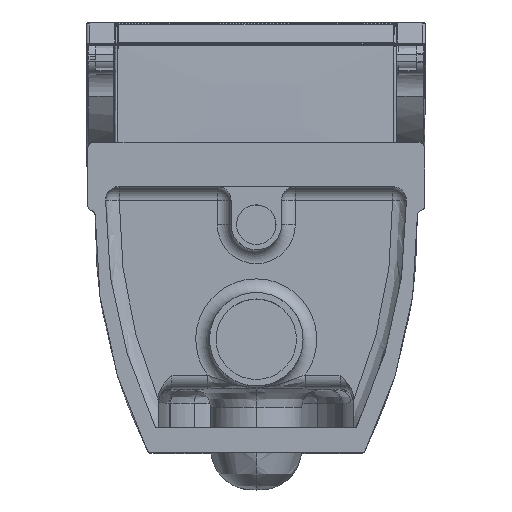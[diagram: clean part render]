
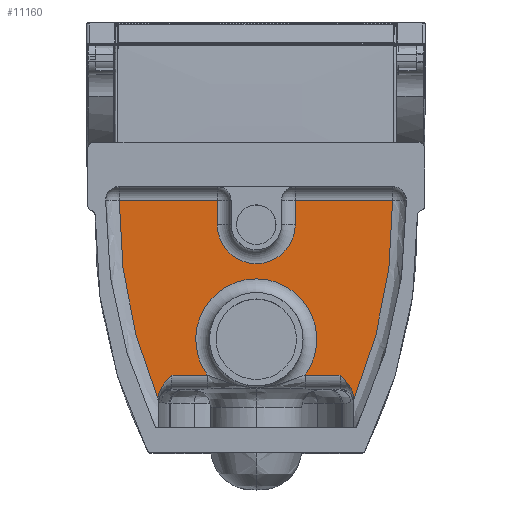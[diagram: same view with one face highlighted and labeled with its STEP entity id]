
A CAD part, left-side view. The second image highlights one B-rep face of the part: STEP entity #11160.
In plain terms, the highlighted planar face has unit normal (-1, -0.001, 0.002).
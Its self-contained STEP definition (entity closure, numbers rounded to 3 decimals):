
#6548=CARTESIAN_POINT('',(100.0,91.898,-219.));
#6549=VERTEX_POINT('',#6548);
#6550=CARTESIAN_POINT('',(100.,106.896,-244.98));
#6551=VERTEX_POINT('',#6550);
#6552=CARTESIAN_POINT('',(100.0,91.898,-219.));
#6553=CARTESIAN_POINT('',(100.0,91.903,-219.006));
#6554=CARTESIAN_POINT('',(100.0,91.909,-219.011));
#6555=CARTESIAN_POINT('',(100.0,94.722,-221.824));
#6556=CARTESIAN_POINT('',(100.,97.553,-224.657));
#6557=CARTESIAN_POINT('',(100.,102.049,-230.381));
#6558=CARTESIAN_POINT('',(100.0,104.082,-233.492));
#6559=CARTESIAN_POINT('',(100.0,106.473,-239.943));
#6560=CARTESIAN_POINT('',(100.0,106.896,-242.596));
#6561=CARTESIAN_POINT('',(100.0,106.896,-244.98));
#6562=B_SPLINE_CURVE_WITH_KNOTS('',3,(#6552,#6553,#6554,#6555,#6556,#6557,#6558,#6559,#6560,#6561),.UNSPECIFIED.,.F.,.U.,(4,2,2,2,4),(-0.002,0.0,1.191,2.172,2.956),.UNSPECIFIED.);
#6563=EDGE_CURVE('',#6549,#6551,#6562,.T.);
#9078=CARTESIAN_POINT('',(100.0,-91.394,-219.));
#9079=VERTEX_POINT('',#9078);
#9080=CARTESIAN_POINT('',(100.,-106.393,-244.98));
#9081=VERTEX_POINT('',#9080);
#9082=CARTESIAN_POINT('',(100.0,-106.393,-244.98));
#9083=CARTESIAN_POINT('',(100.0,-106.393,-242.596));
#9084=CARTESIAN_POINT('',(100.0,-105.969,-239.943));
#9085=CARTESIAN_POINT('',(100.0,-103.578,-233.492));
#9086=CARTESIAN_POINT('',(100.0,-101.545,-230.381));
#9087=CARTESIAN_POINT('',(100.0,-97.05,-224.657));
#9088=CARTESIAN_POINT('',(100.0,-94.218,-221.824));
#9089=CARTESIAN_POINT('',(100.0,-91.405,-219.011));
#9090=CARTESIAN_POINT('',(100.0,-91.4,-219.006));
#9091=CARTESIAN_POINT('',(100.0,-91.394,-219.));
#9092=B_SPLINE_CURVE_WITH_KNOTS('',3,(#9082,#9083,#9084,#9085,#9086,#9087,#9088,#9089,#9090,#9091),.UNSPECIFIED.,.F.,.U.,(4,2,2,2,4),(0.0,0.715,1.61,2.697,2.699),.UNSPECIFIED.);
#9093=EDGE_CURVE('',#9079,#9081,#9092,.F.);
#9385=CARTESIAN_POINT('',(100.0,-106.393,-245.837));
#9386=VERTEX_POINT('',#9385);
#9396=CARTESIAN_POINT('',(100.0,-106.393,-245.837));
#9397=CARTESIAN_POINT('',(100.0,-106.393,-245.552));
#9398=CARTESIAN_POINT('',(100.0,-106.393,-245.266));
#9399=CARTESIAN_POINT('',(100.0,-106.393,-244.98));
#9400=B_SPLINE_CURVE_WITH_KNOTS('',3,(#9396,#9397,#9398,#9399),.UNSPECIFIED.,.F.,.U.,(4,4),(-1.184,-1.098),.UNSPECIFIED.);
#9401=EDGE_CURVE('',#9386,#9081,#9400,.T.);
#10745=CARTESIAN_POINT('',(100.0,106.896,-246.188));
#10746=VERTEX_POINT('',#10745);
#10747=CARTESIAN_POINT('',(100.0,106.896,-244.98));
#10748=CARTESIAN_POINT('',(100.0,106.896,-245.383));
#10749=CARTESIAN_POINT('',(100.0,106.896,-245.785));
#10750=CARTESIAN_POINT('',(100.0,106.896,-246.188));
#10751=B_SPLINE_CURVE_WITH_KNOTS('',3,(#10747,#10748,#10749,#10750),.UNSPECIFIED.,.F.,.U.,(4,4),(-3.213,-3.093),.UNSPECIFIED.);
#10752=EDGE_CURVE('',#6551,#10746,#10751,.T.);
#10870=CARTESIAN_POINT('',(100.0,-53.245,-219.));
#10871=VERTEX_POINT('',#10870);
#10872=CARTESIAN_POINT('',(100.0,-91.394,-219.));
#10873=DIRECTION('',(0.0,1.0,0.0));
#10874=VECTOR('',#10873,38.149);
#10875=LINE('',#10872,#10874);
#10876=EDGE_CURVE('',#9079,#10871,#10875,.T.);
#11002=CARTESIAN_POINT('',(100.0,53.245,-219.));
#11003=VERTEX_POINT('',#11002);
#11043=CARTESIAN_POINT('',(100.0,53.245,-219.));
#11044=DIRECTION('',(0.0,1.0,0.0));
#11045=VECTOR('',#11044,38.653);
#11046=LINE('',#11043,#11045);
#11047=EDGE_CURVE('',#11003,#6549,#11046,.T.);
#11069=CARTESIAN_POINT('',(100.0,0.,-180.));
#11070=DIRECTION('',(-1.0,0.0,0.0));
#11071=DIRECTION('',(0.0,0.0,-1.0));
#11072=AXIS2_PLACEMENT_3D('',#11069,#11070,#11071);
#11073=CIRCLE('',#11072,66.0);
#11074=EDGE_CURVE('',#10871,#11003,#11073,.T.);
#11079=CARTESIAN_POINT('',(100.0,0.326,-132.779));
#11080=DIRECTION('',(1.0,0.0,0.0));
#11081=DIRECTION('',(0.0,0.0,-1.0));
#11082=AXIS2_PLACEMENT_3D('',#11079,#11080,#11081);
#11083=PLANE('',#11082);
#11084=ORIENTED_EDGE('',*,*,#6563,.F.);
#11085=ORIENTED_EDGE('',*,*,#11047,.F.);
#11086=ORIENTED_EDGE('',*,*,#11074,.F.);
#11087=ORIENTED_EDGE('',*,*,#10876,.F.);
#11088=ORIENTED_EDGE('',*,*,#9093,.T.);
#11089=ORIENTED_EDGE('',*,*,#9401,.F.);
#11090=CARTESIAN_POINT('',(100.0,-148.754,-28.434));
#11091=VERTEX_POINT('',#11090);
#11092=CARTESIAN_POINT('',(100.0,-148.754,-28.434));
#11093=CARTESIAN_POINT('',(100.0,-149.201,-61.411));
#11094=CARTESIAN_POINT('',(100.0,-146.618,-94.58));
#11095=CARTESIAN_POINT('',(100.0,-137.706,-146.638));
#11096=CARTESIAN_POINT('',(100.,-131.076,-175.667));
#11097=CARTESIAN_POINT('',(100.,-119.046,-213.625));
#11098=CARTESIAN_POINT('',(100.0,-111.438,-233.715));
#11099=CARTESIAN_POINT('',(100.0,-107.013,-244.363));
#11100=CARTESIAN_POINT('',(100.0,-106.393,-245.837));
#11101=B_SPLINE_CURVE_WITH_KNOTS('',3,(#11092,#11093,#11094,#11095,#11096,#11097,#11098,#11099,#11100),.UNSPECIFIED.,.F.,.U.,(4,2,1,1,1,4),(-24.74,-14.86,-8.916,-5.944,-2.972,-2.493),.UNSPECIFIED.);
#11102=EDGE_CURVE('',#11091,#9386,#11101,.T.);
#11103=ORIENTED_EDGE('',*,*,#11102,.F.);
#11104=CARTESIAN_POINT('',(100.0,-42.5,-28.434));
#11105=VERTEX_POINT('',#11104);
#11106=CARTESIAN_POINT('',(100.0,-42.5,-28.434));
#11107=DIRECTION('',(0.0,-1.0,0.0));
#11108=VECTOR('',#11107,106.254);
#11109=LINE('',#11106,#11108);
#11110=EDGE_CURVE('',#11105,#11091,#11109,.T.);
#11111=ORIENTED_EDGE('',*,*,#11110,.F.);
#11112=CARTESIAN_POINT('',(100.0,-42.5,-55.0));
#11113=VERTEX_POINT('',#11112);
#11114=CARTESIAN_POINT('',(100.0,-42.5,-55.0));
#11115=DIRECTION('',(0.0,0.0,1.0));
#11116=VECTOR('',#11115,26.566);
#11117=LINE('',#11114,#11116);
#11118=EDGE_CURVE('',#11113,#11105,#11117,.T.);
#11119=ORIENTED_EDGE('',*,*,#11118,.F.);
#11120=CARTESIAN_POINT('',(100.0,42.5,-55.0));
#11121=VERTEX_POINT('',#11120);
#11122=CARTESIAN_POINT('',(100.0,0.0,-55.0));
#11123=DIRECTION('',(-1.0,0.0,0.0));
#11124=DIRECTION('',(0.0,0.0,-1.0));
#11125=AXIS2_PLACEMENT_3D('',#11122,#11123,#11124);
#11126=CIRCLE('',#11125,42.5);
#11127=EDGE_CURVE('',#11121,#11113,#11126,.T.);
#11128=ORIENTED_EDGE('',*,*,#11127,.F.);
#11129=CARTESIAN_POINT('',(100.0,42.5,-28.434));
#11130=VERTEX_POINT('',#11129);
#11131=CARTESIAN_POINT('',(100.0,42.5,-28.434));
#11132=DIRECTION('',(0.0,0.0,-1.0));
#11133=VECTOR('',#11132,26.566);
#11134=LINE('',#11131,#11133);
#11135=EDGE_CURVE('',#11130,#11121,#11134,.T.);
#11136=ORIENTED_EDGE('',*,*,#11135,.F.);
#11137=CARTESIAN_POINT('',(100.0,149.405,-28.434));
#11138=VERTEX_POINT('',#11137);
#11139=CARTESIAN_POINT('',(100.0,149.405,-28.434));
#11140=DIRECTION('',(0.0,-1.0,0.0));
#11141=VECTOR('',#11140,106.905);
#11142=LINE('',#11139,#11141);
#11143=EDGE_CURVE('',#11138,#11130,#11142,.T.);
#11144=ORIENTED_EDGE('',*,*,#11143,.F.);
#11145=CARTESIAN_POINT('',(100.,106.896,-246.188));
#11146=CARTESIAN_POINT('',(100.0,107.567,-244.598));
#11147=CARTESIAN_POINT('',(100.,112.044,-233.835));
#11148=CARTESIAN_POINT('',(100.,123.221,-204.318));
#11149=CARTESIAN_POINT('',(100.,134.213,-166.015));
#11150=CARTESIAN_POINT('',(100.,140.029,-136.87));
#11151=CARTESIAN_POINT('',(100.,147.272,-94.571));
#11152=CARTESIAN_POINT('',(100.0,149.852,-61.411));
#11153=CARTESIAN_POINT('',(100.0,149.405,-28.434));
#11154=B_SPLINE_CURVE_WITH_KNOTS('',3,(#11145,#11146,#11147,#11148,#11149,#11150,#11151,#11152,#11153),.UNSPECIFIED.,.F.,.U.,(4,1,1,1,2,4),(-23.724,-23.207,-20.235,-14.291,-11.319,-1.439),.UNSPECIFIED.);
#11155=EDGE_CURVE('',#10746,#11138,#11154,.T.);
#11156=ORIENTED_EDGE('',*,*,#11155,.F.);
#11157=ORIENTED_EDGE('',*,*,#10752,.F.);
#11158=EDGE_LOOP('',(#11084,#11085,#11086,#11087,#11088,#11089,#11103,#11111,#11119,#11128,#11136,#11144,#11156,#11157));
#11159=FACE_OUTER_BOUND('',#11158,.T.);
#11160=ADVANCED_FACE('',(#11159),#11083,.F.);
